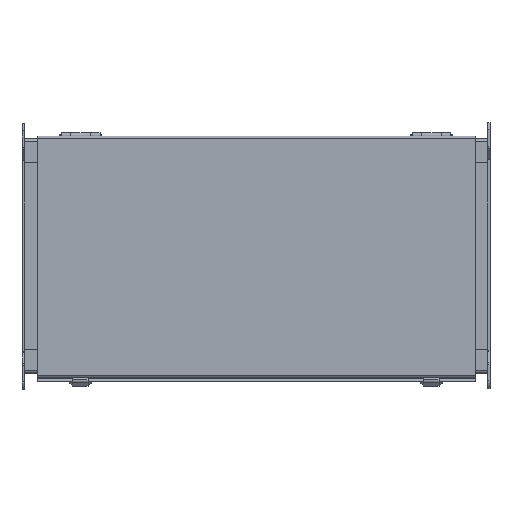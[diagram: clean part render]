
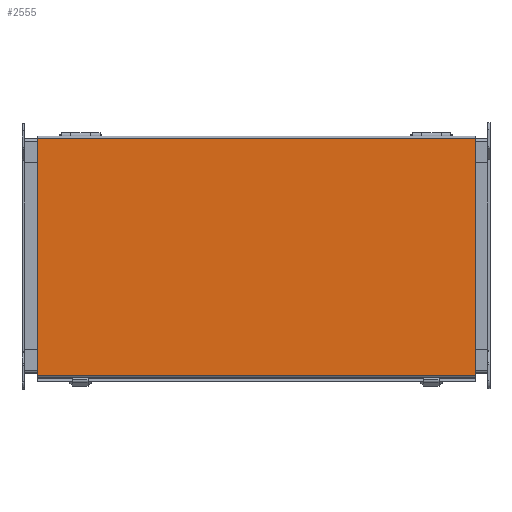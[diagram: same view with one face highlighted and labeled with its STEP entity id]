
A CAD part, top view. The second image highlights one B-rep face of the part: STEP entity #2555.
In plain terms, the highlighted planar face has unit normal (0, 0, 1).
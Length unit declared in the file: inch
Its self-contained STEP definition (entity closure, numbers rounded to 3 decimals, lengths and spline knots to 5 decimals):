
#183 = CARTESIAN_POINT ( 'NONE',  ( -11.218, 6.039, 6.172 ) ) ;
#662 = CARTESIAN_POINT ( 'NONE',  ( -11.218, -6.12, 6.172 ) ) ;
#708 = LINE ( 'NONE', #8449, #3391 ) ;
#811 = LINE ( 'NONE', #12598, #5267 ) ;
#994 = VECTOR ( 'NONE', #2702, 39.37008 ) ;
#1310 = DIRECTION ( 'NONE',  ( 1., 0., 0. ) ) ;
#2213 = VERTEX_POINT ( 'NONE', #662 ) ;
#2223 = DIRECTION ( 'NONE',  ( 0., 0., 1. ) ) ;
#2471 = CARTESIAN_POINT ( 'NONE',  ( 11.25, 6.039, 6.172 ) ) ;
#2555 = ADVANCED_FACE ( 'NONE', ( #5944 ), #3004, .T. ) ;
#2702 = DIRECTION ( 'NONE',  ( -1., 0., 0. ) ) ;
#2788 = LINE ( 'NONE', #10754, #7251 ) ;
#3004 = PLANE ( 'NONE',  #8734 ) ;
#3391 = VECTOR ( 'NONE', #12374, 39.37008 ) ;
#4793 = CARTESIAN_POINT ( 'NONE',  ( 11.25, -6.12, 6.172 ) ) ;
#5267 = VECTOR ( 'NONE', #5820, 39.37008 ) ;
#5600 = EDGE_CURVE ( 'NONE', #2213, #8197, #708, .T. ) ;
#5797 = DIRECTION ( 'NONE',  ( 0., 1., 0. ) ) ;
#5820 = DIRECTION ( 'NONE',  ( 0., -1., 0. ) ) ;
#5944 = FACE_OUTER_BOUND ( 'NONE', #11502, .T. ) ;
#6525 = VERTEX_POINT ( 'NONE', #2471 ) ;
#6977 = CARTESIAN_POINT ( 'NONE',  ( -11.218, -6.228, 6.172 ) ) ;
#7251 = VECTOR ( 'NONE', #5797, 39.37008 ) ;
#7666 = CARTESIAN_POINT ( 'NONE',  ( -11.218, 6.039, 6.172 ) ) ;
#7851 = EDGE_CURVE ( 'NONE', #8197, #6525, #2788, .T. ) ;
#8196 = EDGE_CURVE ( 'NONE', #6525, #12228, #12625, .T. ) ;
#8197 = VERTEX_POINT ( 'NONE', #4793 ) ;
#8449 = CARTESIAN_POINT ( 'NONE',  ( -11.218, -6.12, 6.172 ) ) ;
#8734 = AXIS2_PLACEMENT_3D ( 'NONE', #6977, #2223, #1310 ) ;
#9538 = ORIENTED_EDGE ( 'NONE', *, *, #5600, .T. ) ;
#10498 = ORIENTED_EDGE ( 'NONE', *, *, #12887, .T. ) ;
#10754 = CARTESIAN_POINT ( 'NONE',  ( 11.25, -6.228, 6.172 ) ) ;
#10828 = ORIENTED_EDGE ( 'NONE', *, *, #8196, .T. ) ;
#11340 = ORIENTED_EDGE ( 'NONE', *, *, #7851, .T. ) ;
#11502 = EDGE_LOOP ( 'NONE', ( #10498, #9538, #11340, #10828 ) ) ;
#12228 = VERTEX_POINT ( 'NONE', #183 ) ;
#12374 = DIRECTION ( 'NONE',  ( 1., 0., 0. ) ) ;
#12598 = CARTESIAN_POINT ( 'NONE',  ( -11.218, -6.228, 6.172 ) ) ;
#12625 = LINE ( 'NONE', #7666, #994 ) ;
#12887 = EDGE_CURVE ( 'NONE', #12228, #2213, #811, .T. ) ;
